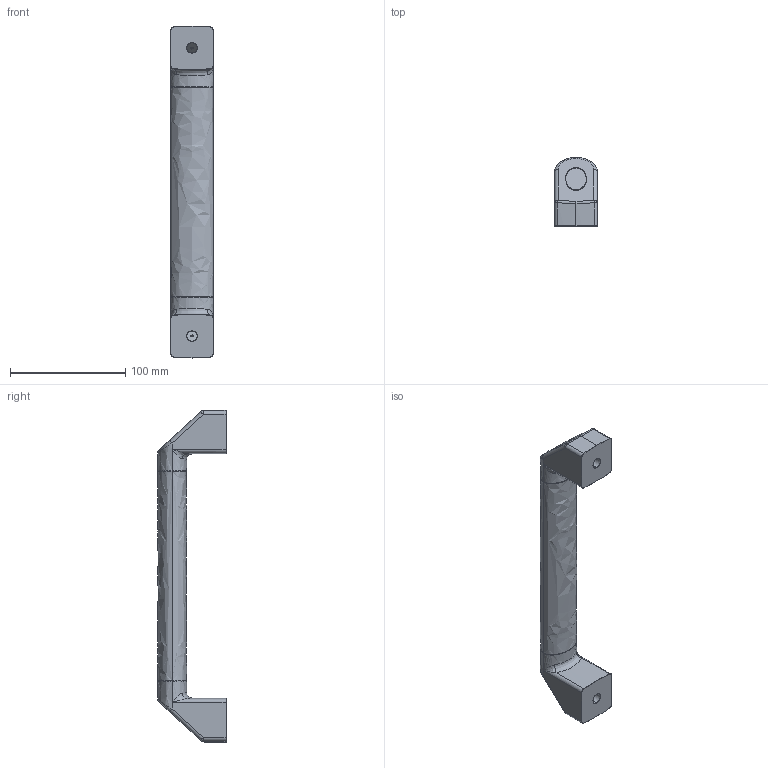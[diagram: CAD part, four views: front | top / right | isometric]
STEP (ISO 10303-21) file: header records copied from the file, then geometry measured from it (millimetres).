
FILE_DESCRIPTION (( 'STEP AP203' ), '1' );
FILE_NAME ('MS-737-1-D-250.STEP', '2016-08-25T06:19:04', ( '' ), ( '' ), 'SwSTEP 2.0', 'SolidWorks 2010', '' );
FILE_SCHEMA (( 'CONFIG_CONTROL_DESIGN' ));
Length unit declared in the file: millimetre
Products named in the file (4): 防塵蓋; MS-737-1-D-250; 支座; 旅管
Assembly tree (5 placements, depth 2):
  MS-737-1-D-250
    支座  x2
    旅管
    防塵蓋  x2
Bounding box: 37 x 59.5 x 288 mm (x, y, z)
Volume: 177313.6 mm3; surface area: 62303.9 mm2
Topology: 5 solids, 5 shells, 163 faces, 349 edges, 202 vertices
Faces by surface type: cylinder 49, bspline 48, torus 34, plane 28, sphere 4
Entity records: 13747 total; most frequent: CARTESIAN_POINT 11460, ORIENTED_EDGE 396, DIRECTION 362, EDGE_CURVE 198, AXIS2_PLACEMENT_3D 159, VERTEX_POINT 118, EDGE_LOOP 102, ADVANCED_FACE 91
